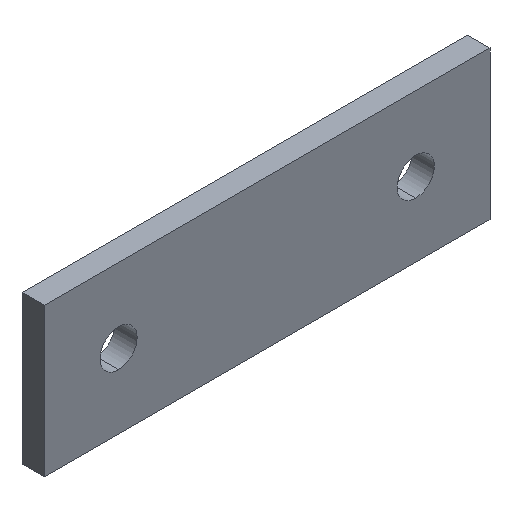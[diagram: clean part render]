
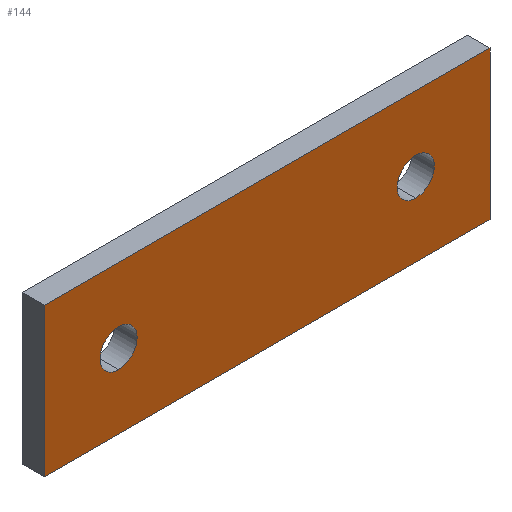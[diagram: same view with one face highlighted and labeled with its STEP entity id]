
A CAD part, isometric view. The second image highlights one B-rep face of the part: STEP entity #144.
In plain terms, the highlighted planar face has unit normal (0, -1, 0).
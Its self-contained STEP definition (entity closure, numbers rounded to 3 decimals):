
#6 = EDGE_CURVE ( 'NONE', #267, #87, #179, .T. ) ;
#9 = DIRECTION ( 'NONE',  ( 0., 0., 1. ) ) ;
#21 = EDGE_LOOP ( 'NONE', ( #148, #77 ) ) ;
#30 = FACE_BOUND ( 'NONE', #21, .T. ) ;
#35 = VECTOR ( 'NONE', #275, 1000. ) ;
#38 = LINE ( 'NONE', #41, #295 ) ;
#41 = CARTESIAN_POINT ( 'NONE',  ( 0., -1.5, -20. ) ) ;
#47 = DIRECTION ( 'NONE',  ( 0., -1., 0. ) ) ;
#48 = CARTESIAN_POINT ( 'NONE',  ( 10., -1.5, -12.5 ) ) ;
#52 = DIRECTION ( 'NONE',  ( 0., 0., -1. ) ) ;
#56 = CARTESIAN_POINT ( 'NONE',  ( 10., -1.5, -7.5 ) ) ;
#58 = CIRCLE ( 'NONE', #79, 2.5 ) ;
#60 = VECTOR ( 'NONE', #209, 1000. ) ;
#66 = AXIS2_PLACEMENT_3D ( 'NONE', #307, #234, #162 ) ;
#71 = ORIENTED_EDGE ( 'NONE', *, *, #305, .F. ) ;
#77 = ORIENTED_EDGE ( 'NONE', *, *, #81, .T. ) ;
#79 = AXIS2_PLACEMENT_3D ( 'NONE', #235, #259, #113 ) ;
#80 = FACE_BOUND ( 'NONE', #251, .T. ) ;
#81 = EDGE_CURVE ( 'NONE', #177, #82, #239, .T. ) ;
#82 = VERTEX_POINT ( 'NONE', #265 ) ;
#83 = CARTESIAN_POINT ( 'NONE',  ( 60., -1.5, -20. ) ) ;
#87 = VERTEX_POINT ( 'NONE', #302 ) ;
#90 = ORIENTED_EDGE ( 'NONE', *, *, #253, .F. ) ;
#95 = LINE ( 'NONE', #201, #35 ) ;
#97 = CARTESIAN_POINT ( 'NONE',  ( 60., -1.5, 0. ) ) ;
#100 = CARTESIAN_POINT ( 'NONE',  ( 50., -1.5, -10. ) ) ;
#104 = DIRECTION ( 'NONE',  ( 0., 0., 1. ) ) ;
#113 = DIRECTION ( 'NONE',  ( 0., 0., 1. ) ) ;
#121 = VERTEX_POINT ( 'NONE', #48 ) ;
#129 = EDGE_CURVE ( 'NONE', #130, #121, #171, .T. ) ;
#130 = VERTEX_POINT ( 'NONE', #56 ) ;
#134 = PLANE ( 'NONE',  #255 ) ;
#138 = CARTESIAN_POINT ( 'NONE',  ( 10., -1.5, -10. ) ) ;
#139 = EDGE_CURVE ( 'NONE', #121, #130, #58, .T. ) ;
#142 = VERTEX_POINT ( 'NONE', #83 ) ;
#144 = ADVANCED_FACE ( 'NONE', ( #80, #191, #30 ), #134, .T. ) ;
#148 = ORIENTED_EDGE ( 'NONE', *, *, #328, .T. ) ;
#153 = LINE ( 'NONE', #203, #60 ) ;
#159 = CIRCLE ( 'NONE', #166, 2.5 ) ;
#162 = DIRECTION ( 'NONE',  ( 0., 0., -1. ) ) ;
#166 = AXIS2_PLACEMENT_3D ( 'NONE', #100, #326, #227 ) ;
#171 = CIRCLE ( 'NONE', #225, 2.5 ) ;
#177 = VERTEX_POINT ( 'NONE', #188 ) ;
#179 = LINE ( 'NONE', #333, #232 ) ;
#188 = CARTESIAN_POINT ( 'NONE',  ( 50., -1.5, -7.5 ) ) ;
#191 = FACE_OUTER_BOUND ( 'NONE', #290, .T. ) ;
#201 = CARTESIAN_POINT ( 'NONE',  ( 0., -1.5, 0. ) ) ;
#203 = CARTESIAN_POINT ( 'NONE',  ( 60., -1.5, 0. ) ) ;
#209 = DIRECTION ( 'NONE',  ( 0., 0., -1. ) ) ;
#225 = AXIS2_PLACEMENT_3D ( 'NONE', #138, #238, #9 ) ;
#227 = DIRECTION ( 'NONE',  ( 0., 0., -1. ) ) ;
#232 = VECTOR ( 'NONE', #104, 1000. ) ;
#234 = DIRECTION ( 'NONE',  ( 0., 1., 0. ) ) ;
#235 = CARTESIAN_POINT ( 'NONE',  ( 10., -1.5, -10. ) ) ;
#238 = DIRECTION ( 'NONE',  ( 0., 1., 0. ) ) ;
#239 = CIRCLE ( 'NONE', #66, 2.5 ) ;
#241 = ORIENTED_EDGE ( 'NONE', *, *, #139, .T. ) ;
#251 = EDGE_LOOP ( 'NONE', ( #241, #288 ) ) ;
#253 = EDGE_CURVE ( 'NONE', #142, #267, #38, .T. ) ;
#255 = AXIS2_PLACEMENT_3D ( 'NONE', #284, #47, #52 ) ;
#259 = DIRECTION ( 'NONE',  ( 0., 1., 0. ) ) ;
#264 = ORIENTED_EDGE ( 'NONE', *, *, #309, .F. ) ;
#265 = CARTESIAN_POINT ( 'NONE',  ( 50., -1.5, -12.5 ) ) ;
#267 = VERTEX_POINT ( 'NONE', #269 ) ;
#269 = CARTESIAN_POINT ( 'NONE',  ( 0., -1.5, -20. ) ) ;
#275 = DIRECTION ( 'NONE',  ( 1., 0., 0. ) ) ;
#276 = VERTEX_POINT ( 'NONE', #97 ) ;
#284 = CARTESIAN_POINT ( 'NONE',  ( 0., -1.5, 0. ) ) ;
#288 = ORIENTED_EDGE ( 'NONE', *, *, #129, .T. ) ;
#290 = EDGE_LOOP ( 'NONE', ( #314, #90, #264, #71 ) ) ;
#295 = VECTOR ( 'NONE', #296, 1000. ) ;
#296 = DIRECTION ( 'NONE',  ( -1., 0., 0. ) ) ;
#302 = CARTESIAN_POINT ( 'NONE',  ( 0., -1.5, 0. ) ) ;
#305 = EDGE_CURVE ( 'NONE', #87, #276, #95, .T. ) ;
#307 = CARTESIAN_POINT ( 'NONE',  ( 50., -1.5, -10. ) ) ;
#309 = EDGE_CURVE ( 'NONE', #276, #142, #153, .T. ) ;
#314 = ORIENTED_EDGE ( 'NONE', *, *, #6, .F. ) ;
#326 = DIRECTION ( 'NONE',  ( 0., 1., 0. ) ) ;
#328 = EDGE_CURVE ( 'NONE', #82, #177, #159, .T. ) ;
#333 = CARTESIAN_POINT ( 'NONE',  ( 0., -1.5, 0. ) ) ;
